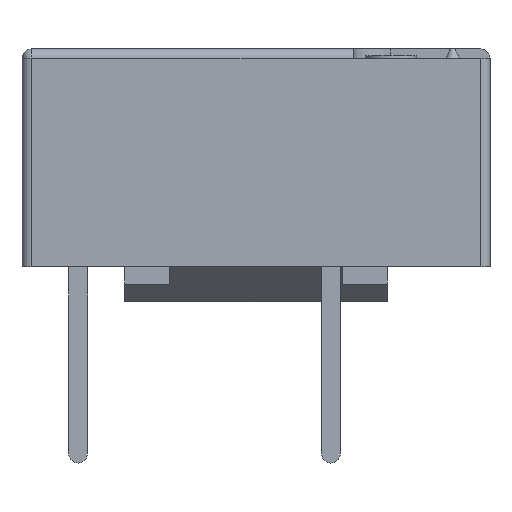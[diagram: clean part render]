
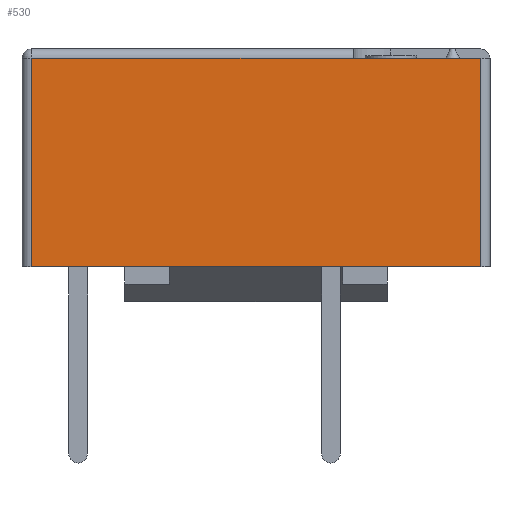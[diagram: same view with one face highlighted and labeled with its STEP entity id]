
A CAD part, front view. The second image highlights one B-rep face of the part: STEP entity #530.
In plain terms, the highlighted planar face has unit normal (0, -1, 0).
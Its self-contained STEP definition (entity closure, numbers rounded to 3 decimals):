
#530=ADVANCED_FACE('',(#13720),#13722,.T.);
#13720=FACE_BOUND('',#13721,.T.);
#13721=EDGE_LOOP('',(#24072,#24073,#24074,#24075,#24076));
#13722=PLANE('',#13723);
#13723=AXIS2_PLACEMENT_3D('',#13724,#13725,#13726);
#13724=CARTESIAN_POINT('',(-5.,-3.,1.));
#13725=DIRECTION('',(0.,-1.,0.));
#13726=DIRECTION('',(1.,0.,0.));
#24072=ORIENTED_EDGE('',*,*,#32355,.T.);
#24073=ORIENTED_EDGE('',*,*,#32356,.F.);
#24074=ORIENTED_EDGE('',*,*,#32357,.F.);
#24075=ORIENTED_EDGE('',*,*,#32314,.T.);
#24076=ORIENTED_EDGE('',*,*,#32354,.T.);
#32314=EDGE_CURVE('',#36590,#36588,#36591,.T.);
#32354=EDGE_CURVE('',#36588,#36649,#36651,.T.);
#32355=EDGE_CURVE('',#36649,#36652,#36653,.T.);
#32356=EDGE_CURVE('',#36654,#36652,#36655,.T.);
#32357=EDGE_CURVE('',#36590,#36654,#36656,.T.);
#36588=VERTEX_POINT('',#43828);
#36590=VERTEX_POINT('',#43833);
#36591=LINE('',#43834,#43835);
#36649=VERTEX_POINT('',#43977);
#36651=LINE('',#43982,#43983);
#36652=VERTEX_POINT('',#43985);
#36653=LINE('',#43986,#43987);
#36654=VERTEX_POINT('',#43989);
#36655=LINE('',#43990,#43991);
#36656=LINE('',#43993,#43994);
#43828=CARTESIAN_POINT('',(4.8,-3.,1.));
#43833=CARTESIAN_POINT('',(-4.8,-3.,1.));
#43834=CARTESIAN_POINT('',(-4.8,-3.,1.));
#43835=VECTOR('',#43836,1.);
#43836=DIRECTION('',(1.,0.,0.));
#43977=CARTESIAN_POINT('',(4.8,-3.,5.45));
#43982=CARTESIAN_POINT('',(4.8,-3.,1.));
#43983=VECTOR('',#43984,1.);
#43984=DIRECTION('',(0.,0.,1.));
#43985=CARTESIAN_POINT('',(2.08,-3.,5.45));
#43986=CARTESIAN_POINT('',(4.8,-3.,5.45));
#43987=VECTOR('',#43988,1.);
#43988=DIRECTION('',(-1.,0.,0.));
#43989=CARTESIAN_POINT('',(-4.8,-3.,5.45));
#43990=CARTESIAN_POINT('',(-4.8,-3.,5.45));
#43991=VECTOR('',#43992,1.);
#43992=DIRECTION('',(1.,0.,0.));
#43993=CARTESIAN_POINT('',(-4.8,-3.,1.));
#43994=VECTOR('',#43995,1.);
#43995=DIRECTION('',(0.,0.,1.));
